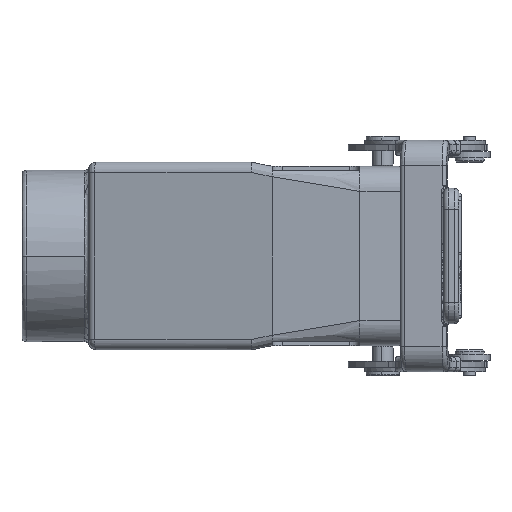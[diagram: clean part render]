
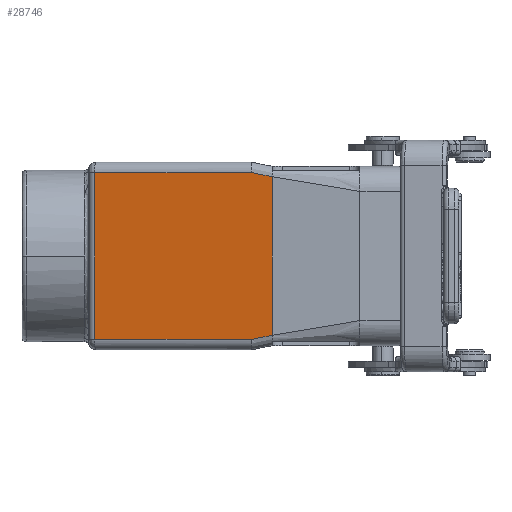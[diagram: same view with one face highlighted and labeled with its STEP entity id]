
A CAD part, left-side view. The second image highlights one B-rep face of the part: STEP entity #28746.
In plain terms, the highlighted planar face has unit normal (-0.982, 0.191, 0).
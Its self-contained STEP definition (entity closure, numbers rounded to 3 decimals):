
#782=CARTESIAN_POINT('',(-44.752,0.,
-19.));
#2558=DIRECTION('',(0.187,0.963,-0.193));
#2559=VECTOR('',#2558,5.191);
#2560=CARTESIAN_POINT('',(-44.752,0.,
-19.));
#2561=LINE('',#2560,#2559);
#2562=DIRECTION('',(-0.187,-0.963,-0.193));
#2563=VECTOR('',#2562,5.191);
#2564=CARTESIAN_POINT('',(-43.78,5.,20.));
#2565=LINE('',#2564,#2563);
#2566=DIRECTION('',(0.,0.,-1.));
#2567=VECTOR('',#2566,38.);
#2568=CARTESIAN_POINT('',(-44.752,0.,
19.));
#2569=LINE('',#2568,#2567);
#2580=DIRECTION('',(-0.191,-0.982,0.));
#2581=VECTOR('',#2580,38.287);
#2582=CARTESIAN_POINT('',(-36.474,42.584,
-20.));
#2583=LINE('',#2582,#2581);
#2608=DIRECTION('',(0.,0.,-1.));
#2609=VECTOR('',#2608,40.);
#2610=CARTESIAN_POINT('',(-36.474,42.584,20.));
#2611=LINE('',#2610,#2609);
#2640=DIRECTION('',(0.191,0.982,0.));
#2641=VECTOR('',#2640,38.287);
#2642=CARTESIAN_POINT('',(-43.78,5.,20.));
#2643=LINE('',#2642,#2641);
#20523=VERTEX_POINT('',#782);
#20882=CARTESIAN_POINT('',(-36.474,42.584,
20.));
#20883=VERTEX_POINT('',#20882);
#20886=CARTESIAN_POINT('',(-36.474,42.584,
-20.));
#20887=VERTEX_POINT('',#20886);
#20888=CARTESIAN_POINT('',(-43.78,5.,
-20.));
#20889=VERTEX_POINT('',#20888);
#20890=CARTESIAN_POINT('',(-43.78,5.,
20.));
#20891=VERTEX_POINT('',#20890);
#20892=CARTESIAN_POINT('',(-44.752,0.,
19.));
#20893=VERTEX_POINT('',#20892);
#28728=CARTESIAN_POINT('',(-36.199,44.,0.));
#28729=DIRECTION('',(-0.982,0.191,0.));
#28730=DIRECTION('',(-0.191,-0.982,0.));
#28731=AXIS2_PLACEMENT_3D('',#28728,#28729,#28730);
#28732=PLANE('',#28731);
#28734=ORIENTED_EDGE('',*,*,#28733,.T.);
#28736=ORIENTED_EDGE('',*,*,#28735,.F.);
#28738=ORIENTED_EDGE('',*,*,#28737,.F.);
#28740=ORIENTED_EDGE('',*,*,#28739,.F.);
#28742=ORIENTED_EDGE('',*,*,#28741,.T.);
#28743=ORIENTED_EDGE('',*,*,#28721,.T.);
#28744=EDGE_LOOP('',(#28734,#28736,#28738,#28740,#28742,#28743));
#28745=FACE_OUTER_BOUND('',#28744,.F.);
#28721=EDGE_CURVE('',#20893,#20523,#2569,.T.);
#28733=EDGE_CURVE('',#20523,#20889,#2561,.T.);
#28735=EDGE_CURVE('',#20887,#20889,#2583,.T.);
#28737=EDGE_CURVE('',#20883,#20887,#2611,.T.);
#28739=EDGE_CURVE('',#20891,#20883,#2643,.T.);
#28741=EDGE_CURVE('',#20891,#20893,#2565,.T.);
#28746=ADVANCED_FACE('',(#28745),#28732,.T.);
